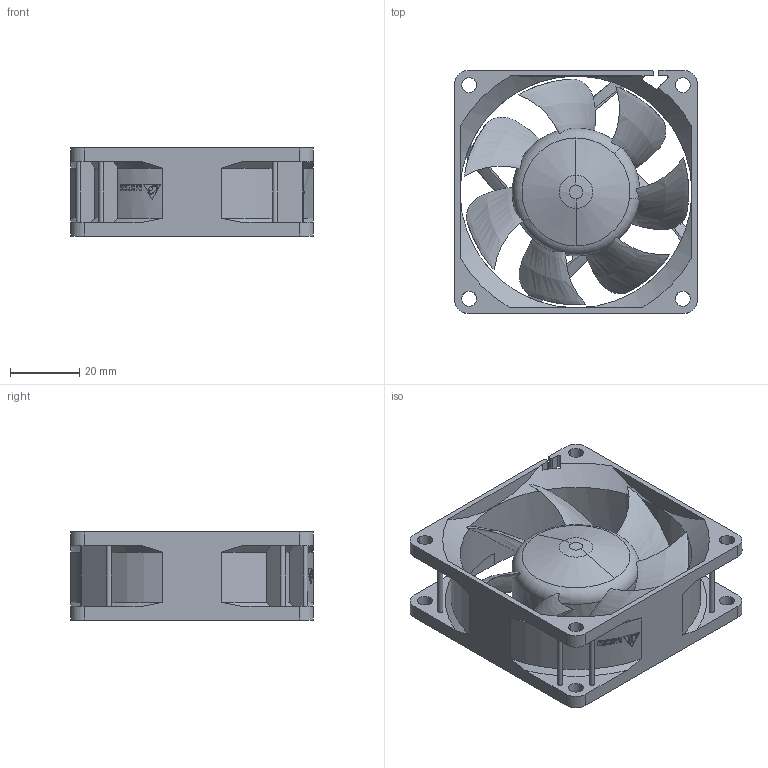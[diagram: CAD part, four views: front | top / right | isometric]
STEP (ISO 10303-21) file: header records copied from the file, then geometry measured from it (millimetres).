
FILE_DESCRIPTION((''),'2;1');
FILE_NAME('3D_ASM','2013-07-03T',('dingguo.xu'),(''),'PRO/ENGINEER BY PARAMETRIC TECHNOLOGY CORPORATION, 2012480','PRO/ENGINEER BY PARAMETRIC TECHNOLOGY CORPORATION, 2012480','');
FILE_SCHEMA(('CONFIG_CONTROL_DESIGN'));
Length unit declared in the file: millimetre
Products named in the file (3): PRT0001; IMP; 3D_ASM
Assembly tree (2 placements, depth 2):
  3D_ASM
    PRT0001
    IMP
Bounding box: 70 x 70 x 25.4 mm (x, y, z)
Volume: 38396.5 mm3; surface area: 28401 mm2
Topology: 3 solids, 3 shells, 526 faces, 1535 edges, 1038 vertices
Faces by surface type: plane 216, cylinder 200, extrusion 48, bspline 27, cone 26, torus 9
Entity records: 24044 total; most frequent: CARTESIAN_POINT 10651, ORIENTED_EDGE 3070, DIRECTION 2348, EDGE_CURVE 1535, VERTEX_POINT 1038, AXIS2_PLACEMENT_3D 835, VECTOR 678, LINE 630
